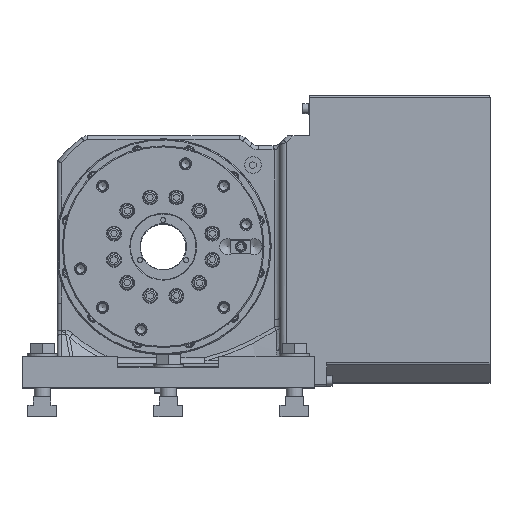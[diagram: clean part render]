
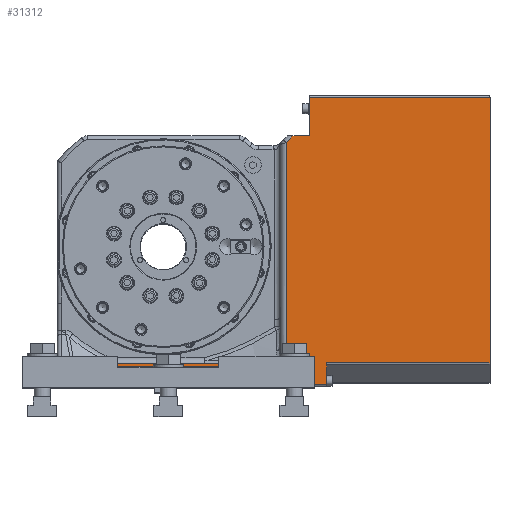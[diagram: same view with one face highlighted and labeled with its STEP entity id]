
A CAD part, top view. The second image highlights one B-rep face of the part: STEP entity #31312.
In plain terms, the highlighted planar face has unit normal (0, 0, 1).
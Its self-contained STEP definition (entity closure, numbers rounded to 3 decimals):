
#263=B_SPLINE_CURVE_WITH_KNOTS('',3,(#42277,#42278,#42279,#42280,#42281),
 .UNSPECIFIED.,.F.,.F.,(4,1,4),(0.,0.004,
0.008),.UNSPECIFIED.);
#269=B_SPLINE_CURVE_WITH_KNOTS('',3,(#42327,#42328,#42329,#42330),
 .UNSPECIFIED.,.F.,.F.,(4,4),(0.,0.007),.UNSPECIFIED.);
#270=B_SPLINE_CURVE_WITH_KNOTS('',3,(#42331,#42332,#42333,#42334),
 .UNSPECIFIED.,.F.,.F.,(4,4),(0.,0.),.UNSPECIFIED.);
#271=B_SPLINE_CURVE_WITH_KNOTS('',3,(#42336,#42337,#42338,#42339),
 .UNSPECIFIED.,.F.,.F.,(4,4),(0.,0.006),.UNSPECIFIED.);
#272=B_SPLINE_CURVE_WITH_KNOTS('',3,(#42343,#42344,#42345,#42346),
 .UNSPECIFIED.,.F.,.F.,(4,4),(0.002,0.006),
 .UNSPECIFIED.);
#645=LINE('',#41471,#2628);
#664=LINE('',#41514,#2647);
#770=LINE('',#42033,#2753);
#809=LINE('',#42213,#2792);
#812=LINE('',#42226,#2795);
#825=LINE('',#42323,#2808);
#826=LINE('',#42341,#2809);
#827=LINE('',#42347,#2810);
#828=LINE('',#42349,#2811);
#829=LINE('',#42351,#2812);
#830=LINE('',#42353,#2813);
#831=LINE('',#42355,#2814);
#832=LINE('',#42357,#2815);
#833=LINE('',#42359,#2816);
#2628=VECTOR('',#34968,1000.);
#2647=VECTOR('',#34993,1000.);
#2753=VECTOR('',#35441,1000.);
#2792=VECTOR('',#35576,1000.);
#2795=VECTOR('',#35587,1000.);
#2808=VECTOR('',#35650,1000.);
#2809=VECTOR('',#35653,1000.);
#2810=VECTOR('',#35654,1000.);
#2811=VECTOR('',#35655,1000.);
#2812=VECTOR('',#35656,1000.);
#2813=VECTOR('',#35657,1000.);
#2814=VECTOR('',#35658,1000.);
#2815=VECTOR('',#35659,1000.);
#2816=VECTOR('',#35660,1000.);
#5023=ORIENTED_EDGE('',*,*,#10764,.T.);
#5024=ORIENTED_EDGE('',*,*,#10720,.F.);
#5025=ORIENTED_EDGE('',*,*,#10749,.F.);
#5026=ORIENTED_EDGE('',*,*,#10765,.F.);
#5027=ORIENTED_EDGE('',*,*,#10766,.F.);
#5028=ORIENTED_EDGE('',*,*,#10726,.F.);
#5029=ORIENTED_EDGE('',*,*,#10767,.F.);
#5030=ORIENTED_EDGE('',*,*,#10768,.F.);
#5031=ORIENTED_EDGE('',*,*,#10769,.F.);
#5032=ORIENTED_EDGE('',*,*,#10770,.F.);
#5033=ORIENTED_EDGE('',*,*,#10643,.F.);
#5034=ORIENTED_EDGE('',*,*,#10402,.T.);
#5035=ORIENTED_EDGE('',*,*,#10381,.F.);
#5036=ORIENTED_EDGE('',*,*,#10771,.T.);
#5037=ORIENTED_EDGE('',*,*,#10772,.F.);
#5038=ORIENTED_EDGE('',*,*,#10773,.F.);
#5039=ORIENTED_EDGE('',*,*,#10774,.F.);
#5040=ORIENTED_EDGE('',*,*,#10775,.T.);
#5041=ORIENTED_EDGE('',*,*,#10776,.F.);
#5042=ORIENTED_EDGE('',*,*,#10777,.T.);
#10381=EDGE_CURVE('',#13265,#13266,#645,.T.);
#10402=EDGE_CURVE('',#13286,#13266,#664,.T.);
#10643=EDGE_CURVE('',#13286,#13520,#770,.T.);
#10720=EDGE_CURVE('',#13587,#13588,#809,.T.);
#10726=EDGE_CURVE('',#13593,#13594,#812,.T.);
#10749=EDGE_CURVE('',#13615,#13587,#263,.F.);
#10764=EDGE_CURVE('',#13621,#13588,#825,.T.);
#10765=EDGE_CURVE('',#13622,#13615,#15520,.F.);
#10766=EDGE_CURVE('',#13594,#13622,#269,.T.);
#10767=EDGE_CURVE('',#13623,#13593,#270,.T.);
#10768=EDGE_CURVE('',#13624,#13623,#271,.T.);
#10769=EDGE_CURVE('',#13625,#13624,#826,.F.);
#10770=EDGE_CURVE('',#13520,#13625,#272,.T.);
#10771=EDGE_CURVE('',#13265,#13626,#827,.T.);
#10772=EDGE_CURVE('',#13627,#13626,#828,.T.);
#10773=EDGE_CURVE('',#13628,#13627,#829,.T.);
#10774=EDGE_CURVE('',#13629,#13628,#830,.T.);
#10775=EDGE_CURVE('',#13629,#13630,#831,.T.);
#10776=EDGE_CURVE('',#13631,#13630,#832,.T.);
#10777=EDGE_CURVE('',#13631,#13621,#833,.T.);
#13265=VERTEX_POINT('',#41472);
#13266=VERTEX_POINT('',#41473);
#13286=VERTEX_POINT('',#41515);
#13520=VERTEX_POINT('',#42034);
#13587=VERTEX_POINT('',#42212);
#13588=VERTEX_POINT('',#42214);
#13593=VERTEX_POINT('',#42225);
#13594=VERTEX_POINT('',#42227);
#13615=VERTEX_POINT('',#42276);
#13621=VERTEX_POINT('',#42324);
#13622=VERTEX_POINT('',#42326);
#13623=VERTEX_POINT('',#42335);
#13624=VERTEX_POINT('',#42340);
#13625=VERTEX_POINT('',#42342);
#13626=VERTEX_POINT('',#42348);
#13627=VERTEX_POINT('',#42350);
#13628=VERTEX_POINT('',#42352);
#13629=VERTEX_POINT('',#42354);
#13630=VERTEX_POINT('',#42356);
#13631=VERTEX_POINT('',#42358);
#15520=CIRCLE('',#32949,5.436);
#16305=EDGE_LOOP('',(#5023,#5024,#5025,#5026,#5027,#5028,#5029,#5030,#5031,
#5032,#5033,#5034,#5035,#5036,#5037,#5038,#5039,#5040,#5041,#5042));
#18360=FACE_BOUND('',#16305,.T.);
#20346=PLANE('',#32948);
#31312=ADVANCED_FACE('',(#18360),#20346,.T.);
#32948=AXIS2_PLACEMENT_3D('',#42322,#35648,#35649);
#32949=AXIS2_PLACEMENT_3D('',#42325,#35651,#35652);
#34968=DIRECTION('',(0.,1.,0.));
#34993=DIRECTION('',(1.,0.,0.));
#35441=DIRECTION('',(0.,1.,0.));
#35576=DIRECTION('',(0.,1.,0.));
#35587=DIRECTION('',(1.,0.,0.));
#35648=DIRECTION('',(0.,0.,1.));
#35649=DIRECTION('',(1.,0.,0.));
#35650=DIRECTION('',(-0.707,-0.707,0.));
#35651=DIRECTION('',(0.,0.,-1.));
#35652=DIRECTION('',(-1.,0.,0.));
#35653=DIRECTION('',(-1.,0.,0.));
#35654=DIRECTION('',(1.,0.,0.));
#35655=DIRECTION('',(0.,-1.,0.));
#35656=DIRECTION('',(-1.,0.,0.));
#35657=DIRECTION('',(0.,-1.,0.));
#35658=DIRECTION('',(-1.,0.,0.));
#35659=DIRECTION('',(0.,1.,0.));
#35660=DIRECTION('',(-1.,0.,0.));
#41471=CARTESIAN_POINT('',(47.414,-58.307,121.098));
#41472=CARTESIAN_POINT('',(47.414,-58.307,121.098));
#41473=CARTESIAN_POINT('',(47.414,-40.807,121.098));
#41514=CARTESIAN_POINT('',(55.868,-40.807,121.098));
#41515=CARTESIAN_POINT('',(-202.586,-40.807,121.098));
#42033=CARTESIAN_POINT('',(-202.586,160.897,121.098));
#42034=CARTESIAN_POINT('',(-202.586,-37.632,121.098));
#42212=CARTESIAN_POINT('',(24.414,-31.807,121.098));
#42213=CARTESIAN_POINT('',(24.414,-37.807,121.098));
#42214=CARTESIAN_POINT('',(24.414,181.536,121.098));
#42225=CARTESIAN_POINT('',(-182.696,-37.807,121.098));
#42226=CARTESIAN_POINT('',(-226.884,-37.807,121.098));
#42227=CARTESIAN_POINT('',(10.603,-37.807,121.098));
#42276=CARTESIAN_POINT('',(18.49,-36.631,121.098));
#42277=CARTESIAN_POINT('',(24.414,-31.807,121.098));
#42278=CARTESIAN_POINT('',(23.512,-32.71,121.098));
#42279=CARTESIAN_POINT('',(21.707,-34.517,121.098));
#42280=CARTESIAN_POINT('',(19.621,-36.043,121.098));
#42281=CARTESIAN_POINT('',(18.49,-36.631,121.098));
#42322=CARTESIAN_POINT('',(-226.884,-37.807,121.098));
#42323=CARTESIAN_POINT('',(27.243,184.365,121.098));
#42324=CARTESIAN_POINT('',(31.071,188.193,121.098));
#42325=CARTESIAN_POINT('',(15.983,-31.807,121.098));
#42326=CARTESIAN_POINT('',(17.218,-37.101,121.098));
#42327=CARTESIAN_POINT('',(10.603,-37.807,121.098));
#42328=CARTESIAN_POINT('',(12.833,-37.807,121.098));
#42329=CARTESIAN_POINT('',(15.042,-37.609,121.098));
#42330=CARTESIAN_POINT('',(17.218,-37.101,121.098));
#42331=CARTESIAN_POINT('',(-183.011,-37.803,121.098));
#42332=CARTESIAN_POINT('',(-182.906,-37.806,121.098));
#42333=CARTESIAN_POINT('',(-182.801,-37.807,121.098));
#42334=CARTESIAN_POINT('',(-182.696,-37.807,121.098));
#42335=CARTESIAN_POINT('',(-183.011,-37.803,121.098));
#42336=CARTESIAN_POINT('',(-189.365,-37.114,121.098));
#42337=CARTESIAN_POINT('',(-187.223,-37.114,121.098));
#42338=CARTESIAN_POINT('',(-185.149,-37.751,121.098));
#42339=CARTESIAN_POINT('',(-183.011,-37.803,121.098));
#42340=CARTESIAN_POINT('',(-189.365,-37.114,121.098));
#42341=CARTESIAN_POINT('',(-226.884,-37.114,121.098));
#42342=CARTESIAN_POINT('',(-198.586,-37.114,121.098));
#42343=CARTESIAN_POINT('',(-202.586,-37.632,121.098));
#42344=CARTESIAN_POINT('',(-201.255,-37.439,121.098));
#42345=CARTESIAN_POINT('',(-199.94,-37.114,121.098));
#42346=CARTESIAN_POINT('',(-198.586,-37.114,121.098));
#42347=CARTESIAN_POINT('',(56.414,-58.307,121.098));
#42348=CARTESIAN_POINT('',(64.414,-58.307,121.098));
#42349=CARTESIAN_POINT('',(64.414,226.193,121.098));
#42350=CARTESIAN_POINT('',(64.414,-36.979,121.098));
#42351=CARTESIAN_POINT('',(226.414,-36.979,121.098));
#42352=CARTESIAN_POINT('',(226.414,-36.979,121.098));
#42353=CARTESIAN_POINT('',(226.414,226.193,121.098));
#42354=CARTESIAN_POINT('',(226.414,226.193,121.098));
#42355=CARTESIAN_POINT('',(226.414,226.193,121.098));
#42356=CARTESIAN_POINT('',(47.414,226.193,121.098));
#42357=CARTESIAN_POINT('',(47.414,-58.307,121.098));
#42358=CARTESIAN_POINT('',(47.414,188.193,121.098));
#42359=CARTESIAN_POINT('',(25.414,188.193,121.098));
